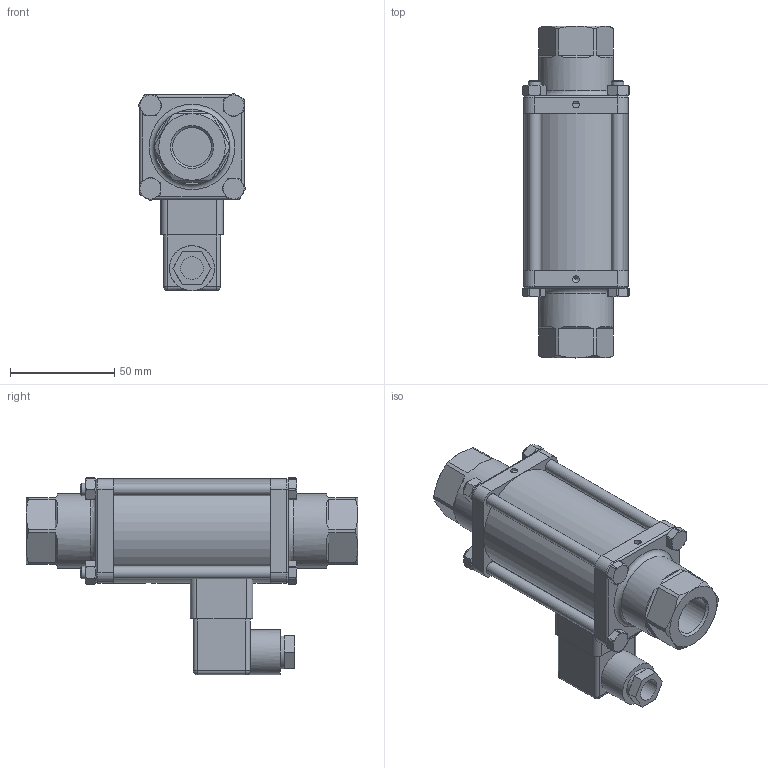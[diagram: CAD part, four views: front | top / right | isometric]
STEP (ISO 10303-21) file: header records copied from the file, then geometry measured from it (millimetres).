
FILE_DESCRIPTION(/* description */ (''),/* implementation_level */ '2;1');
FILE_NAME(/* name */ 'Typ 269 DN10 G12.stp',/* time_stamp */ '2016-08-25T13:33:20+02:00',/* author */ ('jmetzger'),/* organization */ (''),/* preprocessor_version */ 'ST-DEVELOPER v15.2',/* originating_system */ 'Autodesk Inventor 2014',/* authorisation */ '');
FILE_SCHEMA (('AUTOMOTIVE_DESIGN { 1 0 10303 214 3 1 1 }'));
Length unit declared in the file: centimetre
Products named in the file (1): Typ 269 DN10 G12
Bounding box: 51.55 x 159.5 x 94.81 mm (x, y, z)
Volume: 298562.4 mm3; surface area: 46936.1 mm2
Topology: 1 solids, 1 shells, 406 faces, 999 edges, 622 vertices
Faces by surface type: plane 229, cylinder 94, cone 54, torus 13, bspline 12, sphere 4
Full cylindrical faces by diameter (mm): 2.5 x1, 3.3 x2, 5.5 x1, 6 x8, 6.5 x8, 7.1 x1, 11 x1, 16 x1, 18.63 x2, 21.6 x1, 36 x2, 50 x1
Entity records: 12265 total; most frequent: CARTESIAN_POINT 2871, ORIENTED_EDGE 1848, DIRECTION 1836, EDGE_CURVE 924, AXIS2_PLACEMENT_3D 692, VERTEX_POINT 603, EDGE_LOOP 497, LINE 452
